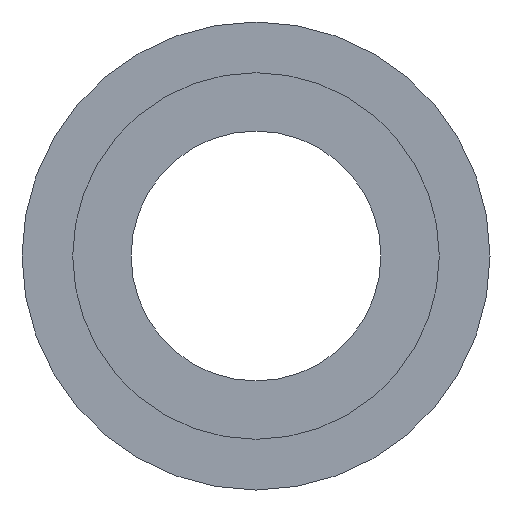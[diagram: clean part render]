
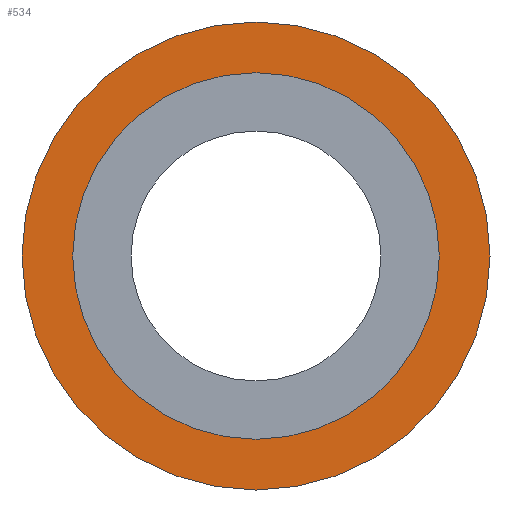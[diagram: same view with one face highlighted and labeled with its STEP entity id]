
A CAD part, left-side view. The second image highlights one B-rep face of the part: STEP entity #534.
In plain terms, the highlighted planar face has unit normal (-1, 0, 0).
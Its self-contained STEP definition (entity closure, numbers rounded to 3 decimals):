
#73=PLANE($,#612);
#124=FACE_BOUND($,#233,.T.);
#164=FACE_OUTER_BOUND($,#232,.T.);
#232=EDGE_LOOP($,(#477));
#233=EDGE_LOOP($,(#478));
#237=CIRCLE($,#541,16.85);
#262=CIRCLE($,#588,13.2);
#271=VERTEX_POINT($,#793);
#296=VERTEX_POINT($,#865);
#317=EDGE_CURVE($,#271,#271,#237,.T.);
#342=EDGE_CURVE($,#296,#296,#262,.T.);
#477=ORIENTED_EDGE($,*,*,#317,.F.);
#478=ORIENTED_EDGE($,*,*,#342,.T.);
#534=ADVANCED_FACE($,(#164,#124),#73,.F.);
#541=AXIS2_PLACEMENT_3D($,#794,#619,#620);
#588=AXIS2_PLACEMENT_3D($,#866,#713,#714);
#612=AXIS2_PLACEMENT_3D($,#933,#784,#785);
#619=DIRECTION('center_axis',(1.,0.,0.));
#620=DIRECTION('ref_axis',(0.,1.,0.));
#713=DIRECTION('center_axis',(1.,0.,0.));
#714=DIRECTION('ref_axis',(0.,1.,0.));
#784=DIRECTION('center_axis',(1.,0.,0.));
#785=DIRECTION('ref_axis',(0.,0.,-1.));
#793=CARTESIAN_POINT('',(16.3,-16.85,0.));
#794=CARTESIAN_POINT('Origin',(16.3,0.,0.));
#865=CARTESIAN_POINT('',(16.3,-13.2,0.));
#866=CARTESIAN_POINT('Origin',(16.3,0.,0.));
#933=CARTESIAN_POINT('Origin',(16.3,0.,0.));
